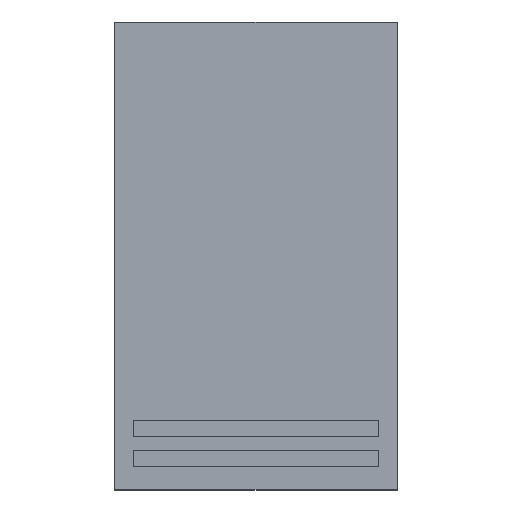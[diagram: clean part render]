
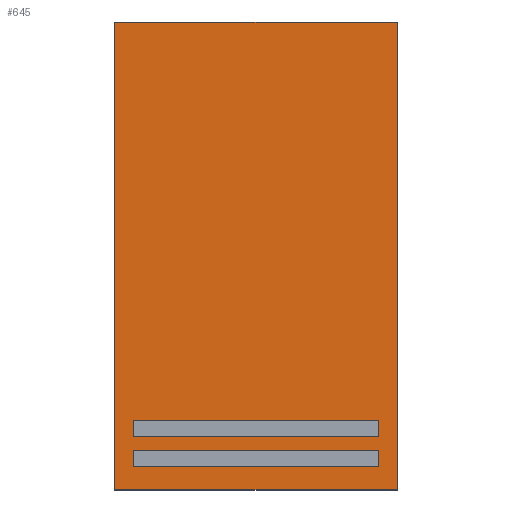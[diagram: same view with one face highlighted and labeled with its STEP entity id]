
A CAD part, top view. The second image highlights one B-rep face of the part: STEP entity #645.
In plain terms, the highlighted planar face has unit normal (0, 0, 1).
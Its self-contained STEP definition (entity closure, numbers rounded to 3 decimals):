
#16=FACE_BOUND('',#110,.T.);
#17=FACE_BOUND('',#111,.T.);
#18=FACE_BOUND('',#112,.T.);
#110=EDGE_LOOP('',(#545,#546,#547,#548));
#111=EDGE_LOOP('',(#549,#550,#551,#552));
#112=EDGE_LOOP('',(#553,#554,#555,#556));
#113=LINE('',#873,#181);
#117=LINE('',#881,#185);
#120=LINE('',#887,#188);
#123=LINE('',#892,#191);
#125=LINE('',#898,#193);
#129=LINE('',#906,#197);
#132=LINE('',#912,#200);
#135=LINE('',#917,#203);
#169=LINE('',#1021,#237);
#173=LINE('',#1029,#241);
#176=LINE('',#1035,#244);
#179=LINE('',#1040,#247);
#181=VECTOR('',#703,0.035);
#185=VECTOR('',#709,0.53);
#188=VECTOR('',#714,0.035);
#191=VECTOR('',#719,0.53);
#193=VECTOR('',#725,0.035);
#197=VECTOR('',#731,0.53);
#200=VECTOR('',#736,0.035);
#203=VECTOR('',#741,0.53);
#237=VECTOR('',#847,1.01);
#241=VECTOR('',#853,0.61);
#244=VECTOR('',#858,1.01);
#247=VECTOR('',#863,0.61);
#249=VERTEX_POINT('',#871);
#250=VERTEX_POINT('',#872);
#253=VERTEX_POINT('',#880);
#255=VERTEX_POINT('',#886);
#257=VERTEX_POINT('',#896);
#258=VERTEX_POINT('',#897);
#261=VERTEX_POINT('',#905);
#263=VERTEX_POINT('',#911);
#297=VERTEX_POINT('',#1019);
#298=VERTEX_POINT('',#1020);
#301=VERTEX_POINT('',#1028);
#303=VERTEX_POINT('',#1034);
#305=EDGE_CURVE('',#249,#250,#113,.T.);
#309=EDGE_CURVE('',#250,#253,#117,.T.);
#312=EDGE_CURVE('',#253,#255,#120,.T.);
#315=EDGE_CURVE('',#255,#249,#123,.T.);
#317=EDGE_CURVE('',#257,#258,#125,.T.);
#321=EDGE_CURVE('',#258,#261,#129,.T.);
#324=EDGE_CURVE('',#261,#263,#132,.T.);
#327=EDGE_CURVE('',#263,#257,#135,.T.);
#377=EDGE_CURVE('',#297,#298,#169,.T.);
#381=EDGE_CURVE('',#298,#301,#173,.T.);
#384=EDGE_CURVE('',#301,#303,#176,.T.);
#387=EDGE_CURVE('',#303,#297,#179,.T.);
#545=ORIENTED_EDGE('',*,*,#305,.T.);
#546=ORIENTED_EDGE('',*,*,#309,.T.);
#547=ORIENTED_EDGE('',*,*,#312,.T.);
#548=ORIENTED_EDGE('',*,*,#315,.T.);
#549=ORIENTED_EDGE('',*,*,#317,.T.);
#550=ORIENTED_EDGE('',*,*,#321,.T.);
#551=ORIENTED_EDGE('',*,*,#324,.T.);
#552=ORIENTED_EDGE('',*,*,#327,.T.);
#553=ORIENTED_EDGE('',*,*,#377,.F.);
#554=ORIENTED_EDGE('',*,*,#387,.F.);
#555=ORIENTED_EDGE('',*,*,#384,.F.);
#556=ORIENTED_EDGE('',*,*,#381,.F.);
#582=PLANE('',#698);
#645=ADVANCED_FACE('',(#16,#17,#18),#582,.T.);
#698=AXIS2_PLACEMENT_3D('',#1043,#867,#868);
#703=DIRECTION('',(0.,1.,0.));
#709=DIRECTION('',(1.,0.,0.));
#714=DIRECTION('',(0.,-1.,0.));
#719=DIRECTION('',(-1.,0.,0.));
#725=DIRECTION('',(0.,1.,0.));
#731=DIRECTION('',(1.,0.,0.));
#736=DIRECTION('',(0.,-1.,0.));
#741=DIRECTION('',(-1.,0.,0.));
#847=DIRECTION('',(0.,1.,0.));
#853=DIRECTION('',(1.,0.,0.));
#858=DIRECTION('',(0.,-1.,0.));
#863=DIRECTION('',(-1.,0.,0.));
#867=DIRECTION('center_axis',(0.,0.,1.));
#868=DIRECTION('ref_axis',(1.,0.,0.));
#871=CARTESIAN_POINT('',(-0.265,-0.39,0.27));
#872=CARTESIAN_POINT('',(-0.265,-0.355,0.27));
#873=CARTESIAN_POINT('',(-0.265,-0.178,0.27));
#880=CARTESIAN_POINT('',(0.265,-0.355,0.27));
#881=CARTESIAN_POINT('',(0.133,-0.355,0.27));
#886=CARTESIAN_POINT('',(0.265,-0.39,0.27));
#887=CARTESIAN_POINT('',(0.265,-0.195,0.27));
#892=CARTESIAN_POINT('',(-0.132,-0.39,0.27));
#896=CARTESIAN_POINT('',(-0.265,-0.455,0.27));
#897=CARTESIAN_POINT('',(-0.265,-0.42,0.27));
#898=CARTESIAN_POINT('',(-0.265,-0.21,0.27));
#905=CARTESIAN_POINT('',(0.265,-0.42,0.27));
#906=CARTESIAN_POINT('',(0.133,-0.42,0.27));
#911=CARTESIAN_POINT('',(0.265,-0.455,0.27));
#912=CARTESIAN_POINT('',(0.265,-0.228,0.27));
#917=CARTESIAN_POINT('',(-0.132,-0.455,0.27));
#1019=CARTESIAN_POINT('',(-0.305,-0.505,0.27));
#1020=CARTESIAN_POINT('',(-0.305,0.505,0.27));
#1021=CARTESIAN_POINT('',(-0.305,0.505,0.27));
#1028=CARTESIAN_POINT('',(0.305,0.505,0.27));
#1029=CARTESIAN_POINT('',(0.305,0.505,0.27));
#1034=CARTESIAN_POINT('',(0.305,-0.505,0.27));
#1035=CARTESIAN_POINT('',(0.305,-0.505,0.27));
#1040=CARTESIAN_POINT('',(-0.305,-0.505,0.27));
#1043=CARTESIAN_POINT('Origin',(0.,0.,
0.27));
